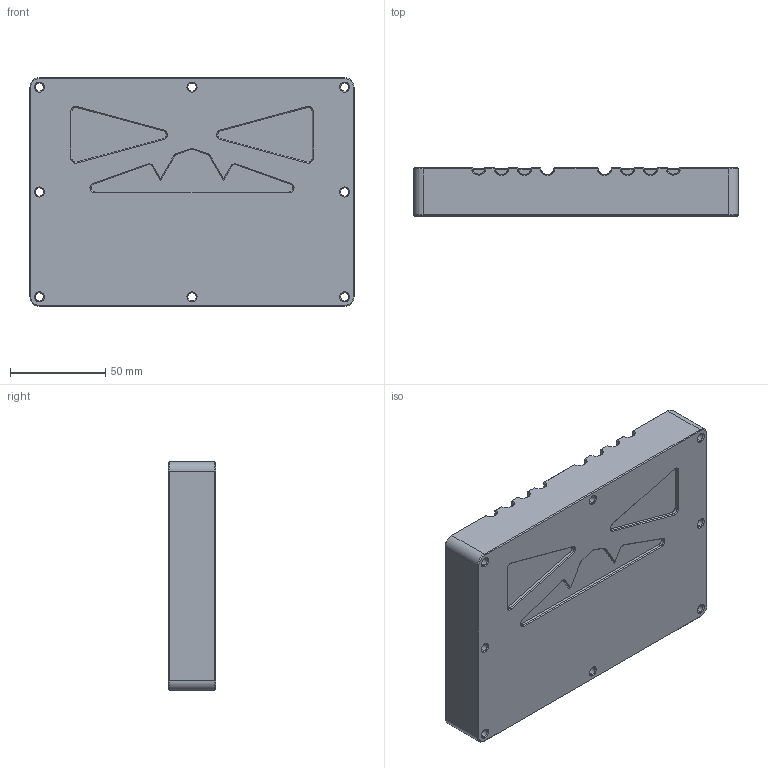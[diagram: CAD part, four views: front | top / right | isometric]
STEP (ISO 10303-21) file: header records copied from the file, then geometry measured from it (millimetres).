
FILE_DESCRIPTION (( 'STEP AP203' ), '1' );
FILE_NAME ('Âåðíÿÿ ïîëîâèíà.STEP', '2021-11-25T16:17:47', ( '' ), ( '' ), 'SwSTEP 2.0', 'SolidWorks 2021', '' );
FILE_SCHEMA (( 'CONFIG_CONTROL_DESIGN' ));
Length unit declared in the file: millimetre
Products named in the file (1): Âåðíÿÿ ïîëîâèíà
Bounding box: 170 x 25 x 120 mm (x, y, z)
Volume: 152504.3 mm3; surface area: 67944.7 mm2
Topology: 1 solids, 1 shells, 318 faces, 762 edges, 449 vertices
Faces by surface type: plane 107, cone 98, cylinder 88, torus 25
Entity records: 9246 total; most frequent: CARTESIAN_POINT 1674, DIRECTION 1671, ORIENTED_EDGE 1524, EDGE_CURVE 762, AXIS2_PLACEMENT_3D 638, VERTEX_POINT 449, VECTOR 395, LINE 395
